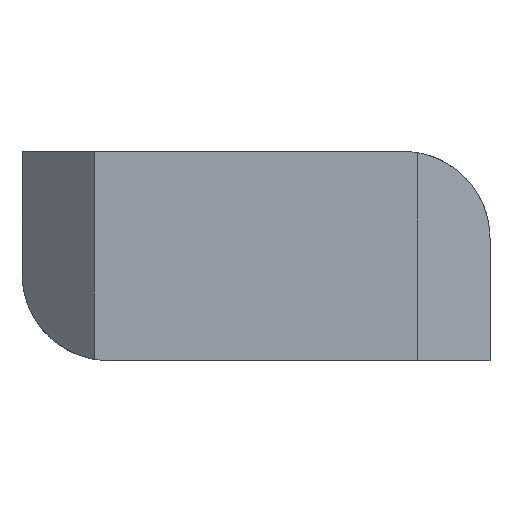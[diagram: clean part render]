
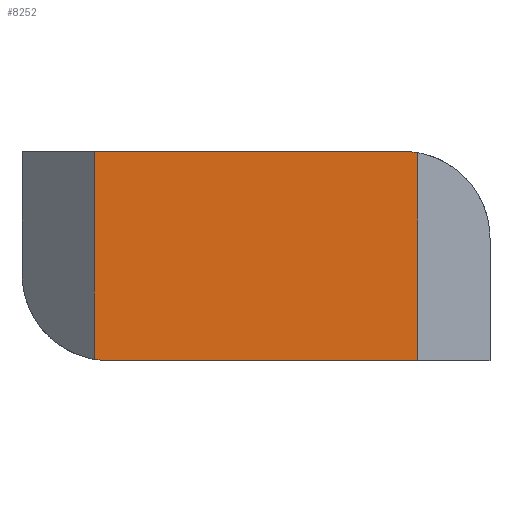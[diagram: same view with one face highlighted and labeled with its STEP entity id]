
A CAD part, front view. The second image highlights one B-rep face of the part: STEP entity #8252.
In plain terms, the highlighted planar face has unit normal (0, -1, 0).
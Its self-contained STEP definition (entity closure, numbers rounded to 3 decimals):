
#116 = DIRECTION ( 'NONE',  ( 0., 0., 1. ) ) ;
#117 = DIRECTION ( 'NONE',  ( 0., 1., 0. ) ) ;
#120 = PLANE ( 'NONE',  #4367 ) ;
#130 = CARTESIAN_POINT ( 'NONE',  ( 6.5, -5.6, 4.2 ) ) ;
#815 = DIRECTION ( 'NONE',  ( 1., 0., 0. ) ) ;
#838 = DIRECTION ( 'NONE',  ( 0., 0., -1. ) ) ;
#843 = CARTESIAN_POINT ( 'NONE',  ( -6.5, -5.6, 4.2 ) ) ;
#850 = CARTESIAN_POINT ( 'NONE',  ( 6.5, -5.6, -4.2 ) ) ;
#875 = DIRECTION ( 'NONE',  ( 0., 0., -1. ) ) ;
#916 = CARTESIAN_POINT ( 'NONE',  ( 5.9, -5.6, 0.7 ) ) ;
#1201 = CARTESIAN_POINT ( 'NONE',  ( -5.9, -5.6, -0.7 ) ) ;
#1202 = DIRECTION ( 'NONE',  ( 0., -1., 0. ) ) ;
#1203 = DIRECTION ( 'NONE',  ( 0., -1., 0. ) ) ;
#1204 = DIRECTION ( 'NONE',  ( 0., 0., 1. ) ) ;
#1217 = DIRECTION ( 'NONE',  ( 1., 0., 0. ) ) ;
#1223 = DIRECTION ( 'NONE',  ( 0., 0., 1. ) ) ;
#1225 = CARTESIAN_POINT ( 'NONE',  ( 6.5, -5.6, 4.2 ) ) ;
#1248 = CARTESIAN_POINT ( 'NONE',  ( 6.5, -5.6, 4.2 ) ) ;
#1295 = ORIENTED_EDGE ( 'NONE', *, *, #3886, .T. ) ;
#1771 = ORIENTED_EDGE ( 'NONE', *, *, #3887, .T. ) ;
#1814 = ORIENTED_EDGE ( 'NONE', *, *, #3884, .T. ) ;
#1816 = ORIENTED_EDGE ( 'NONE', *, *, #3889, .T. ) ;
#1957 = EDGE_LOOP ( 'NONE', ( #1814, #1295, #1771, #8227, #1816, #8175 ) ) ;
#2271 = VERTEX_POINT ( 'NONE', #3292 ) ;
#2279 = VERTEX_POINT ( 'NONE', #3284 ) ;
#2281 = VERTEX_POINT ( 'NONE', #3282 ) ;
#2316 = VERTEX_POINT ( 'NONE', #3247 ) ;
#2367 = VERTEX_POINT ( 'NONE', #3196 ) ;
#2372 = VERTEX_POINT ( 'NONE', #3192 ) ;
#3192 = CARTESIAN_POINT ( 'NONE',  ( 6.5, -5.6, 4.148 ) ) ;
#3196 = CARTESIAN_POINT ( 'NONE',  ( -6.5, -5.6, 4.2 ) ) ;
#3247 = CARTESIAN_POINT ( 'NONE',  ( 5.9, -5.6, 4.2 ) ) ;
#3282 = CARTESIAN_POINT ( 'NONE',  ( 6.5, -5.6, -4.2 ) ) ;
#3284 = CARTESIAN_POINT ( 'NONE',  ( -5.9, -5.6, -4.2 ) ) ;
#3292 = CARTESIAN_POINT ( 'NONE',  ( -6.5, -5.6, -4.148 ) ) ;
#3884 = EDGE_CURVE ( 'NONE', #2367, #2271, #6975, .T. ) ;
#3886 = EDGE_CURVE ( 'NONE', #2271, #2279, #6640, .T. ) ;
#3887 = EDGE_CURVE ( 'NONE', #2279, #2281, #6697, .T. ) ;
#3888 = EDGE_CURVE ( 'NONE', #2372, #2281, #6636, .T. ) ;
#3889 = EDGE_CURVE ( 'NONE', #2372, #2316, #6642, .T. ) ;
#3890 = EDGE_CURVE ( 'NONE', #2367, #2316, #6639, .T. ) ;
#4230 = AXIS2_PLACEMENT_3D ( 'NONE', #1201, #1202, #1223 ) ;
#4232 = AXIS2_PLACEMENT_3D ( 'NONE', #916, #1203, #1204 ) ;
#4367 = AXIS2_PLACEMENT_3D ( 'NONE', #130, #117, #116 ) ;
#6353 = FACE_OUTER_BOUND ( 'NONE', #1957, .T. ) ;
#6636 = LINE ( 'NONE', #1225, #6885 ) ;
#6639 = LINE ( 'NONE', #1248, #6956 ) ;
#6640 = CIRCLE ( 'NONE', #4230, 3.5 ) ;
#6642 = CIRCLE ( 'NONE', #4232, 3.5 ) ;
#6681 = VECTOR ( 'NONE', #838, 1000. ) ;
#6697 = LINE ( 'NONE', #850, #6977 ) ;
#6885 = VECTOR ( 'NONE', #875, 1000. ) ;
#6956 = VECTOR ( 'NONE', #1217, 1000. ) ;
#6975 = LINE ( 'NONE', #843, #6681 ) ;
#6977 = VECTOR ( 'NONE', #815, 1000. ) ;
#8175 = ORIENTED_EDGE ( 'NONE', *, *, #3890, .F. ) ;
#8227 = ORIENTED_EDGE ( 'NONE', *, *, #3888, .F. ) ;
#8252 = ADVANCED_FACE ( 'NONE', ( #6353 ), #120, .F. ) ;
